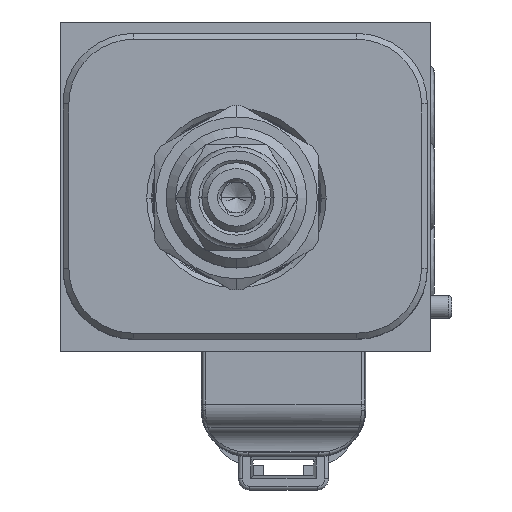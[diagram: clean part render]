
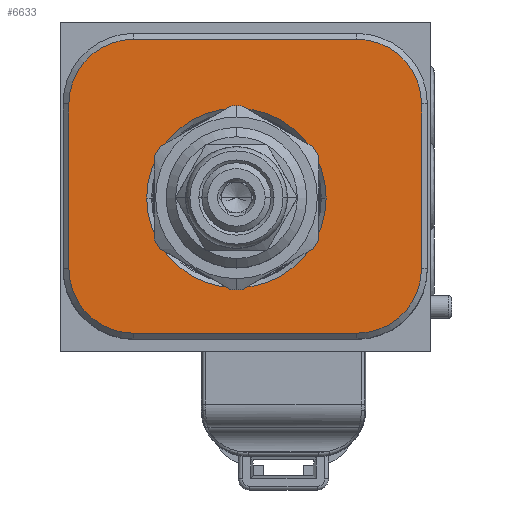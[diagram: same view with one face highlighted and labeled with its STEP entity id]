
A CAD part, top view. The second image highlights one B-rep face of the part: STEP entity #6633.
In plain terms, the highlighted planar face has unit normal (0, 0, 1).
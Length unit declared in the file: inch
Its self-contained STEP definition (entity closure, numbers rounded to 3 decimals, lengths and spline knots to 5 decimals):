
#3298=CARTESIAN_POINT('',(1.578,-1.313,4.));
#3299=DIRECTION('',(0.,0.,-1.));
#3300=DIRECTION('',(1.,0.,0.));
#3301=AXIS2_PLACEMENT_3D('',#3298,#3299,#3300);
#3312=CARTESIAN_POINT('',(0.938,-0.938,4.));
#3313=DIRECTION('',(0.,0.,-1.));
#3314=DIRECTION('',(-1.,0.,0.));
#3315=AXIS2_PLACEMENT_3D('',#3312,#3313,#3314);
#3317=CARTESIAN_POINT('',(0.938,-0.938,4.));
#3318=DIRECTION('',(0.,0.,-1.));
#3319=DIRECTION('',(1.,0.,0.));
#3320=AXIS2_PLACEMENT_3D('',#3317,#3318,#3319);
#3360=DIRECTION('',(-1.,0.,0.));
#3361=VECTOR('',#3360,1.187);
#3362=CARTESIAN_POINT('',(1.578,-1.657,4.));
#3363=LINE('',#3362,#3361);
#3380=CARTESIAN_POINT('',(0.391,-1.313,4.));
#3381=DIRECTION('',(0.,0.,-1.));
#3382=DIRECTION('',(0.,-1.,0.));
#3383=AXIS2_PLACEMENT_3D('',#3380,#3381,#3382);
#3398=DIRECTION('',(0.,1.,0.));
#3399=VECTOR('',#3398,0.875);
#3400=CARTESIAN_POINT('',(0.047,-1.313,4.));
#3401=LINE('',#3400,#3399);
#3414=CARTESIAN_POINT('',(0.391,-0.438,4.));
#3415=DIRECTION('',(0.,0.,-1.));
#3416=DIRECTION('',(-1.,0.,0.));
#3417=AXIS2_PLACEMENT_3D('',#3414,#3415,#3416);
#3428=DIRECTION('',(1.,0.,0.));
#3429=VECTOR('',#3428,1.187);
#3430=CARTESIAN_POINT('',(0.391,-0.094,4.));
#3431=LINE('',#3430,#3429);
#3448=CARTESIAN_POINT('',(1.578,-0.438,4.));
#3449=DIRECTION('',(0.,0.,-1.));
#3450=DIRECTION('',(0.,1.,0.));
#3451=AXIS2_PLACEMENT_3D('',#3448,#3449,#3450);
#3462=DIRECTION('',(0.,-1.,0.));
#3463=VECTOR('',#3462,0.875);
#3464=CARTESIAN_POINT('',(1.922,-0.438,4.));
#3465=LINE('',#3464,#3463);
#3846=CARTESIAN_POINT('',(0.461,-0.938,4.));
#3847=CARTESIAN_POINT('',(1.415,-0.938,4.));
#3848=VERTEX_POINT('',#3846);
#3849=VERTEX_POINT('',#3847);
#3916=CARTESIAN_POINT('',(0.047,-1.313,4.));
#3917=CARTESIAN_POINT('',(0.047,-0.438,4.));
#3918=VERTEX_POINT('',#3916);
#3919=VERTEX_POINT('',#3917);
#3924=CARTESIAN_POINT('',(0.391,-0.094,4.));
#3925=VERTEX_POINT('',#3924);
#3928=CARTESIAN_POINT('',(1.578,-0.094,4.));
#3929=VERTEX_POINT('',#3928);
#3932=CARTESIAN_POINT('',(1.922,-0.438,4.));
#3933=VERTEX_POINT('',#3932);
#3936=CARTESIAN_POINT('',(1.922,-1.313,4.));
#3937=VERTEX_POINT('',#3936);
#3940=CARTESIAN_POINT('',(1.578,-1.657,4.));
#3941=VERTEX_POINT('',#3940);
#3944=CARTESIAN_POINT('',(0.391,-1.657,4.));
#3945=VERTEX_POINT('',#3944);
#6605=CARTESIAN_POINT('',(0.,0.,4.));
#6606=DIRECTION('',(0.,0.,1.));
#6607=DIRECTION('',(1.,0.,0.));
#6608=AXIS2_PLACEMENT_3D('',#6605,#6606,#6607);
#6609=PLANE('',#6608);
#6610=ORIENTED_EDGE('',*,*,#6595,.T.);
#6612=ORIENTED_EDGE('',*,*,#6611,.T.);
#6614=ORIENTED_EDGE('',*,*,#6613,.T.);
#6616=ORIENTED_EDGE('',*,*,#6615,.T.);
#6618=ORIENTED_EDGE('',*,*,#6617,.T.);
#6620=ORIENTED_EDGE('',*,*,#6619,.T.);
#6622=ORIENTED_EDGE('',*,*,#6621,.T.);
#6624=ORIENTED_EDGE('',*,*,#6623,.T.);
#6625=EDGE_LOOP('',(#6610,#6612,#6614,#6616,#6618,#6620,#6622,#6624));
#6626=FACE_OUTER_BOUND('',#6625,.F.);
#6628=ORIENTED_EDGE('',*,*,#6627,.F.);
#6630=ORIENTED_EDGE('',*,*,#6629,.F.);
#6631=EDGE_LOOP('',(#6628,#6630));
#6632=FACE_BOUND('',#6631,.F.);
#6633=ADVANCED_FACE('',(#6626,#6632),#6609,.T.);
#3302=CIRCLE('',#3301,0.344);
#3316=CIRCLE('',#3315,0.477);
#3321=CIRCLE('',#3320,0.477);
#3384=CIRCLE('',#3383,0.344);
#3418=CIRCLE('',#3417,0.344);
#3452=CIRCLE('',#3451,0.344);
#6595=EDGE_CURVE('',#3937,#3941,#3302,.T.);
#6611=EDGE_CURVE('',#3941,#3945,#3363,.T.);
#6613=EDGE_CURVE('',#3945,#3918,#3384,.T.);
#6615=EDGE_CURVE('',#3918,#3919,#3401,.T.);
#6617=EDGE_CURVE('',#3919,#3925,#3418,.T.);
#6619=EDGE_CURVE('',#3925,#3929,#3431,.T.);
#6621=EDGE_CURVE('',#3929,#3933,#3452,.T.);
#6623=EDGE_CURVE('',#3933,#3937,#3465,.T.);
#6627=EDGE_CURVE('',#3848,#3849,#3316,.T.);
#6629=EDGE_CURVE('',#3849,#3848,#3321,.T.);
